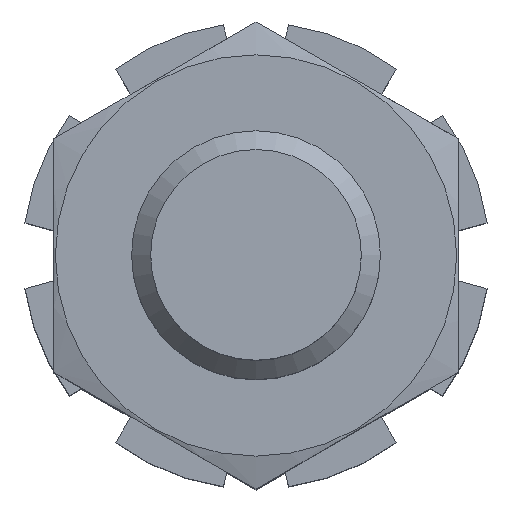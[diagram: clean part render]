
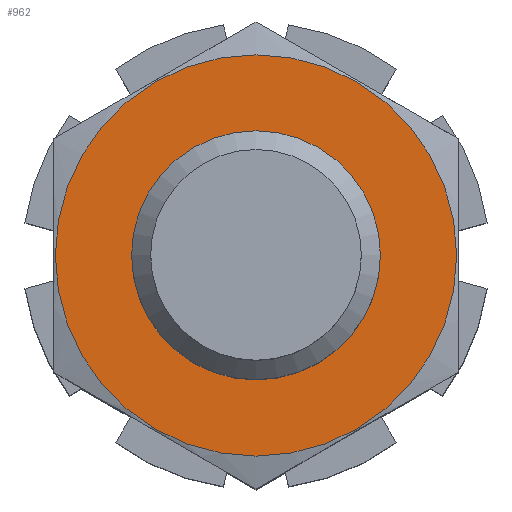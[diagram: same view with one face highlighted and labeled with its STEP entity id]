
A CAD part, top view. The second image highlights one B-rep face of the part: STEP entity #962.
In plain terms, the highlighted face is planar.
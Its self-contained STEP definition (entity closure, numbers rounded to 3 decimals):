
#206=PLANE('',#1070);
#241=CIRCLE('',#1071,6.45);
#242=CIRCLE('',#1072,4.);
#301=ORIENTED_EDGE('',*,*,#555,.F.);
#302=ORIENTED_EDGE('',*,*,#556,.T.);
#555=EDGE_CURVE('',#687,#687,#241,.T.);
#556=EDGE_CURVE('',#688,#688,#242,.T.);
#687=VERTEX_POINT('',#1497);
#688=VERTEX_POINT('',#1499);
#792=EDGE_LOOP('',(#301));
#793=EDGE_LOOP('',(#302));
#870=FACE_BOUND('',#792,.T.);
#871=FACE_BOUND('',#793,.T.);
#962=ADVANCED_FACE('',(#870,#871),#206,.F.);
#1070=AXIS2_PLACEMENT_3D('',#1495,#1208,#1209);
#1071=AXIS2_PLACEMENT_3D('',#1496,#1210,#1211);
#1072=AXIS2_PLACEMENT_3D('',#1498,#1212,#1213);
#1208=DIRECTION('',(0.,-1.,0.));
#1209=DIRECTION('',(0.,0.,-1.));
#1210=DIRECTION('',(0.,-1.,0.));
#1211=DIRECTION('',(0.,0.,-1.));
#1212=DIRECTION('',(0.,-1.,0.));
#1213=DIRECTION('',(0.,0.,-1.));
#1495=CARTESIAN_POINT('',(0.,0.,0.));
#1496=CARTESIAN_POINT('',(0.,0.,0.));
#1497=CARTESIAN_POINT('',(0.,0.,-6.45));
#1498=CARTESIAN_POINT('',(0.,0.,0.));
#1499=CARTESIAN_POINT('',(0.,0.,-4.));
